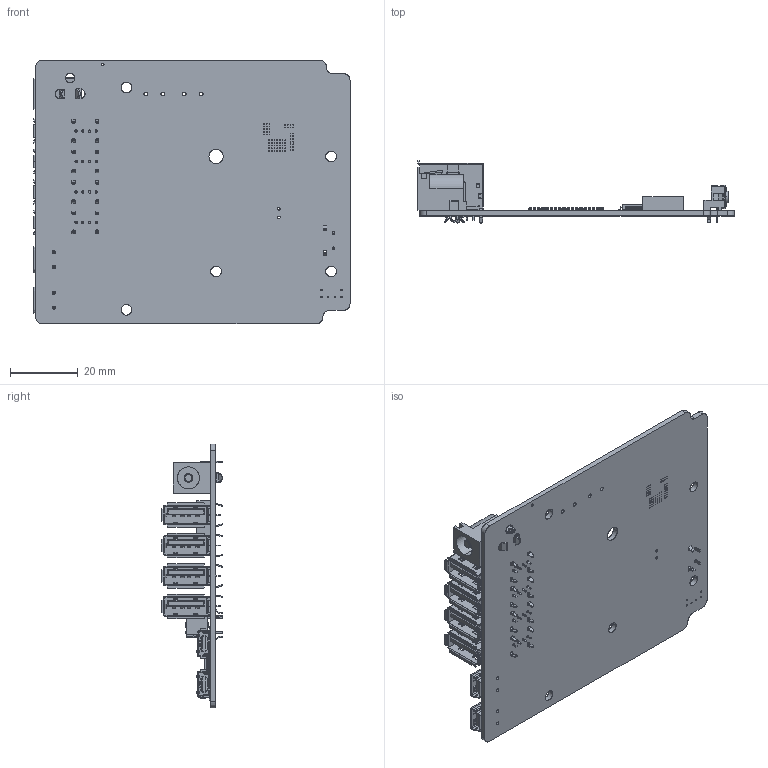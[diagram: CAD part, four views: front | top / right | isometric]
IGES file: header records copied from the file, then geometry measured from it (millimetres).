
Start section: SolidWorks IGES file using analytic representation for surfaces
Global section: file name: S75-USBHUB-2X4.igs; native system: SolidWorks 2016; preprocessor: SolidWorks 2016; author: mkrugman; date: 160225.165355; units: millimetre
Bounding box: 93.43 x 18.29 x 78 mm (x, y, z)
Surface area: 26304.4 mm2 (no closed solid volume)
Topology: 0 solids, 0 shells, 4755 faces, 37010 edges, 37002 vertices
Faces by surface type: bspline 3163, revolution 1592
